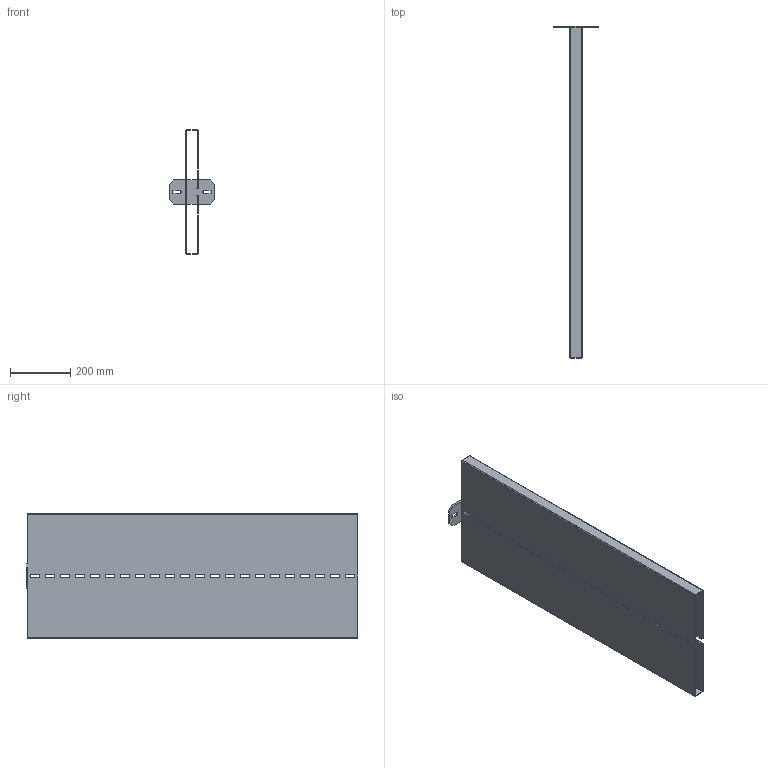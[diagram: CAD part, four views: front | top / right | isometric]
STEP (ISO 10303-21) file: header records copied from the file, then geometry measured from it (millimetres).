
FILE_DESCRIPTION((''),'2;1');
FILE_NAME('750511_ASM','2018-12-11T13:28:21',('tomasz.grudniewski'),(''),'CREO PARAMETRIC BY PTC INC, 2018260','CREO PARAMETRIC BY PTC INC, 2018260','');
FILE_SCHEMA(('CONFIG_CONTROL_DESIGN'));
Length unit declared in the file: millimetre
Products named in the file (3): PODSTAWA_80X150_G6_PRT; WPCW_1100_PRT; 750511_ASM
Assembly tree (2 placements, depth 2):
  750511_ASM
    PODSTAWA_80X150_G6_PRT
    WPCW_1100_PRT
Bounding box: 150 x 1106 x 414 mm (x, y, z)
Volume: 1998964.2 mm3; surface area: 1970772.7 mm2
Topology: 2 solids, 2 shells, 160 faces, 420 edges, 264 vertices
Faces by surface type: plane 144, cylinder 16
Entity records: 4976 total; most frequent: CARTESIAN_POINT 849, ORIENTED_EDGE 840, DIRECTION 782, EDGE_CURVE 420, VECTOR 388, LINE 388, VERTEX_POINT 264, EDGE_LOOP 208
